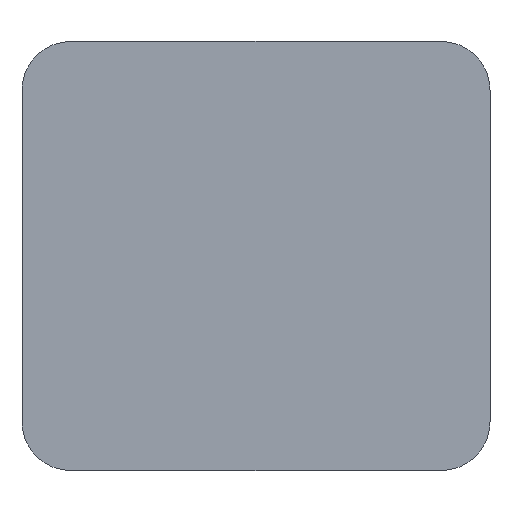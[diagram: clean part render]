
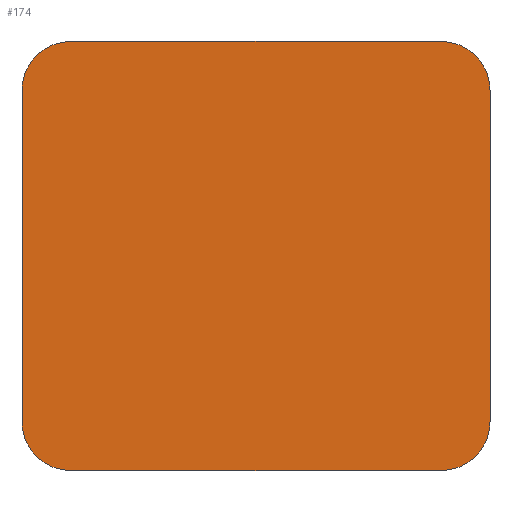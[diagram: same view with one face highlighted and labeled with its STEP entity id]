
A CAD part, front view. The second image highlights one B-rep face of the part: STEP entity #174.
In plain terms, the highlighted planar face has unit normal (0, -1, 0).
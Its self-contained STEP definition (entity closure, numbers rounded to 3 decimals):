
#15=PLANE('',#200);
#22=FACE_OUTER_BOUND('',#32,.T.);
#32=EDGE_LOOP('',(#125,#126,#127,#128,#129,#130,#131,#132));
#43=LINE('',#281,#59);
#44=LINE('',#285,#60);
#45=LINE('',#289,#61);
#46=LINE('',#292,#62);
#59=VECTOR('',#227,10.);
#60=VECTOR('',#230,10.);
#61=VECTOR('',#233,10.);
#62=VECTOR('',#236,10.);
#74=CIRCLE('',#199,0.75);
#75=CIRCLE('',#201,0.75);
#76=CIRCLE('',#202,0.75);
#77=CIRCLE('',#203,0.75);
#83=VERTEX_POINT('',#274);
#84=VERTEX_POINT('',#276);
#85=VERTEX_POINT('',#280);
#86=VERTEX_POINT('',#282);
#87=VERTEX_POINT('',#284);
#88=VERTEX_POINT('',#286);
#89=VERTEX_POINT('',#288);
#90=VERTEX_POINT('',#290);
#99=EDGE_CURVE('',#83,#84,#74,.T.);
#101=EDGE_CURVE('',#85,#83,#43,.T.);
#102=EDGE_CURVE('',#86,#85,#75,.T.);
#103=EDGE_CURVE('',#87,#86,#44,.T.);
#104=EDGE_CURVE('',#88,#87,#76,.T.);
#105=EDGE_CURVE('',#89,#88,#45,.T.);
#106=EDGE_CURVE('',#90,#89,#77,.T.);
#107=EDGE_CURVE('',#84,#90,#46,.T.);
#125=ORIENTED_EDGE('',*,*,#99,.F.);
#126=ORIENTED_EDGE('',*,*,#101,.F.);
#127=ORIENTED_EDGE('',*,*,#102,.F.);
#128=ORIENTED_EDGE('',*,*,#103,.F.);
#129=ORIENTED_EDGE('',*,*,#104,.F.);
#130=ORIENTED_EDGE('',*,*,#105,.F.);
#131=ORIENTED_EDGE('',*,*,#106,.F.);
#132=ORIENTED_EDGE('',*,*,#107,.F.);
#174=ADVANCED_FACE('',(#22),#15,.F.);
#199=AXIS2_PLACEMENT_3D('',#277,#222,#223);
#200=AXIS2_PLACEMENT_3D('',#279,#225,#226);
#201=AXIS2_PLACEMENT_3D('',#283,#228,#229);
#202=AXIS2_PLACEMENT_3D('',#287,#231,#232);
#203=AXIS2_PLACEMENT_3D('',#291,#234,#235);
#222=DIRECTION('center_axis',(0.,1.,0.));
#223=DIRECTION('ref_axis',(-0.707,0.,-0.707));
#225=DIRECTION('center_axis',(0.,1.,0.));
#226=DIRECTION('ref_axis',(1.,0.,0.));
#227=DIRECTION('',(-1.,0.,0.));
#228=DIRECTION('center_axis',(0.,1.,0.));
#229=DIRECTION('ref_axis',(0.707,0.,-0.707));
#230=DIRECTION('',(0.,0.,-1.));
#231=DIRECTION('center_axis',(0.,1.,0.));
#232=DIRECTION('ref_axis',(0.707,0.,0.707));
#233=DIRECTION('',(1.,0.,0.));
#234=DIRECTION('center_axis',(0.,1.,0.));
#235=DIRECTION('ref_axis',(-0.707,0.,0.707));
#236=DIRECTION('',(0.,0.,1.));
#274=CARTESIAN_POINT('',(0.75,0.,-6.6));
#276=CARTESIAN_POINT('',(0.,0.,-5.85));
#277=CARTESIAN_POINT('Origin',(0.75,0.,-5.85));
#279=CARTESIAN_POINT('Origin',(3.6,0.,-3.3));
#280=CARTESIAN_POINT('',(6.45,0.,-6.6));
#281=CARTESIAN_POINT('',(7.2,0.,-6.6));
#282=CARTESIAN_POINT('',(7.2,0.,-5.85));
#283=CARTESIAN_POINT('Origin',(6.45,0.,-5.85));
#284=CARTESIAN_POINT('',(7.2,0.,-0.75));
#285=CARTESIAN_POINT('',(7.2,0.,0.));
#286=CARTESIAN_POINT('',(6.45,0.,0.));
#287=CARTESIAN_POINT('Origin',(6.45,0.,-0.75));
#288=CARTESIAN_POINT('',(0.75,0.,0.));
#289=CARTESIAN_POINT('',(0.,0.,0.));
#290=CARTESIAN_POINT('',(0.,0.,-0.75));
#291=CARTESIAN_POINT('Origin',(0.75,0.,-0.75));
#292=CARTESIAN_POINT('',(0.,0.,-6.6));
